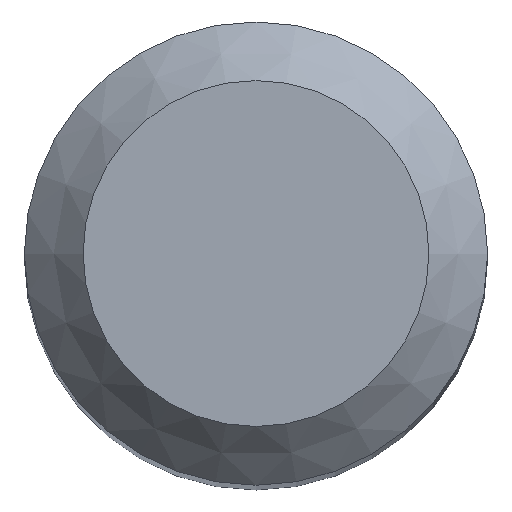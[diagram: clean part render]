
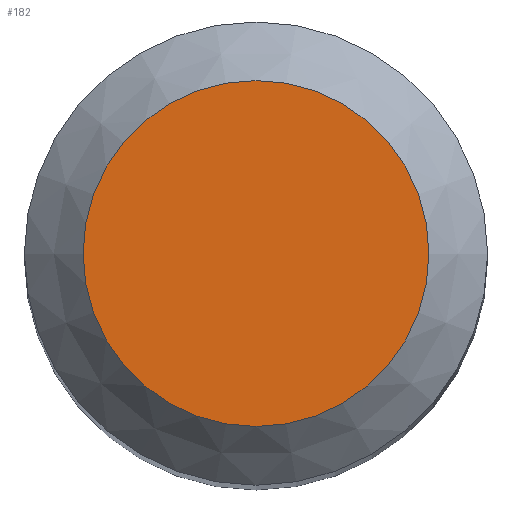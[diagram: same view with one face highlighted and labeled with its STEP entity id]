
A CAD part, top view. The second image highlights one B-rep face of the part: STEP entity #182.
In plain terms, the highlighted planar face has unit normal (0, 0, 1).
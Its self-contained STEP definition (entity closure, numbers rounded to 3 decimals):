
#46=PLANE('',#1055);
#128=FACE_OUTER_BOUND('',#254,.T.);
#182=ADVANCED_FACE('',(#128),#46,.T.);
#254=EDGE_LOOP('',(#453));
#453=ORIENTED_EDGE('',*,*,#820,.T.);
#704=VERTEX_POINT('',#5929);
#820=EDGE_CURVE('',#704,#704,#932,.T.);
#932=CIRCLE('',#1054,2.24);
#1054=AXIS2_PLACEMENT_3D('',#5928,#1145,#1146);
#1055=AXIS2_PLACEMENT_3D('',#5930,#1147,#1148);
#1145=DIRECTION('',(0.,0.,1.));
#1146=DIRECTION('',(1.,0.,0.));
#1147=DIRECTION('',(0.,0.,1.));
#1148=DIRECTION('',(-1.,0.,0.));
#5928=CARTESIAN_POINT('',(0.,0.,36.));
#5929=CARTESIAN_POINT('',(2.24,0.,36.));
#5930=CARTESIAN_POINT('',(0.,0.,36.));
